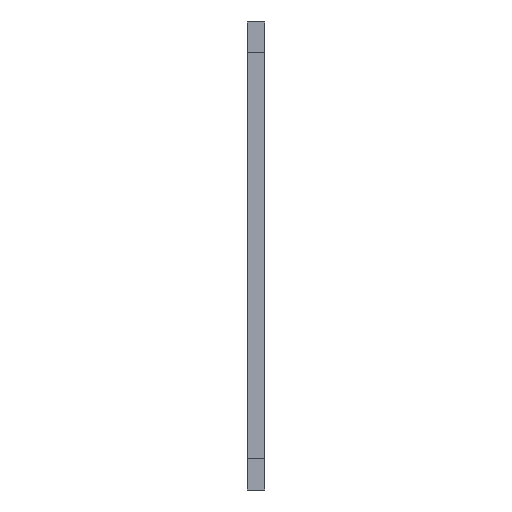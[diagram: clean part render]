
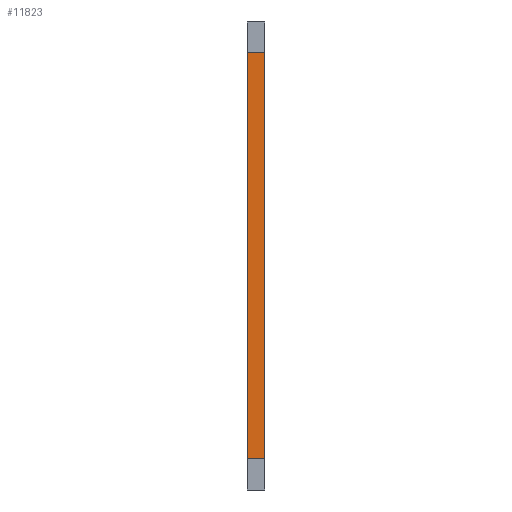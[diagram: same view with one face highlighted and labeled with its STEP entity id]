
A CAD part, front view. The second image highlights one B-rep face of the part: STEP entity #11823.
In plain terms, the highlighted planar face has unit normal (0, -1, 0).
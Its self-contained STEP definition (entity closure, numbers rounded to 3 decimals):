
#585=FACE_OUTER_BOUND('',#1148,.T.);
#1148=EDGE_LOOP('',(#9568,#9569,#9570,#9571));
#2839=LINE('',#18567,#4522);
#2840=LINE('',#18570,#4523);
#2841=LINE('',#18572,#4524);
#2842=LINE('',#18573,#4525);
#4522=VECTOR('',#15197,10.);
#4523=VECTOR('',#15200,10.);
#4524=VECTOR('',#15201,10.);
#4525=VECTOR('',#15202,10.);
#5647=VERTEX_POINT('',#18563);
#5648=VERTEX_POINT('',#18565);
#5649=VERTEX_POINT('',#18569);
#5650=VERTEX_POINT('',#18571);
#7327=EDGE_CURVE('',#5647,#5648,#2839,.T.);
#7328=EDGE_CURVE('',#5649,#5647,#2840,.T.);
#7329=EDGE_CURVE('',#5650,#5648,#2841,.T.);
#7330=EDGE_CURVE('',#5649,#5650,#2842,.T.);
#9568=ORIENTED_EDGE('',*,*,#7328,.T.);
#9569=ORIENTED_EDGE('',*,*,#7327,.T.);
#9570=ORIENTED_EDGE('',*,*,#7329,.F.);
#9571=ORIENTED_EDGE('',*,*,#7330,.F.);
#11260=PLANE('',#12400);
#11823=ADVANCED_FACE('',(#585),#11260,.T.);
#12400=AXIS2_PLACEMENT_3D('',#18568,#15198,#15199);
#15197=DIRECTION('',(1.,0.,0.));
#15198=DIRECTION('center_axis',(0.,-1.,0.));
#15199=DIRECTION('ref_axis',(0.,0.,-1.));
#15200=DIRECTION('',(0.,0.,-1.));
#15201=DIRECTION('',(0.,0.,-1.));
#15202=DIRECTION('',(1.,0.,0.));
#18563=CARTESIAN_POINT('',(3.,0.,3.156));
#18565=CARTESIAN_POINT('',(4.8,0.,3.156));
#18567=CARTESIAN_POINT('',(3.,0.,3.156));
#18568=CARTESIAN_POINT('Origin',(3.,0.,44.456));
#18569=CARTESIAN_POINT('',(3.,0.,44.456));
#18570=CARTESIAN_POINT('',(3.,0.,35.694));
#18571=CARTESIAN_POINT('',(4.8,0.,44.456));
#18572=CARTESIAN_POINT('',(4.8,0.,35.694));
#18573=CARTESIAN_POINT('',(3.,0.,44.456));
